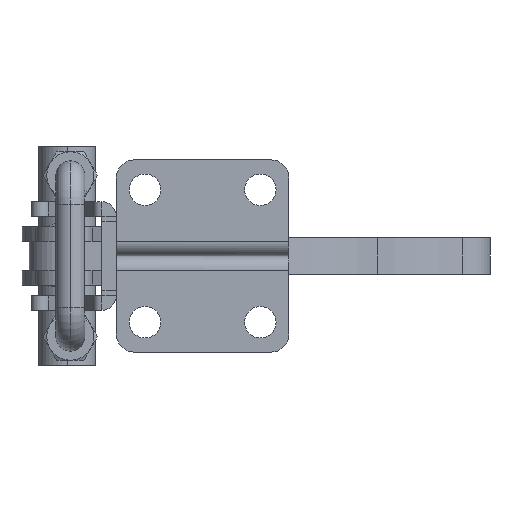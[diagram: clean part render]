
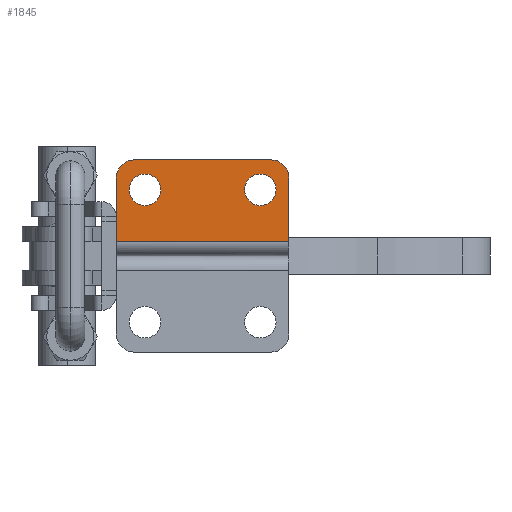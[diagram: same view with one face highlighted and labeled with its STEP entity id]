
A CAD part, front view. The second image highlights one B-rep face of the part: STEP entity #1845.
In plain terms, the highlighted planar face has unit normal (0, -1, 0).
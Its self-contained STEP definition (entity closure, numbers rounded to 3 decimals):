
#61 = CIRCLE ( 'NONE', #17215, 4.35 ) ;
#472 = CARTESIAN_POINT ( 'NONE',  ( -47.6, 0., 2.15 ) ) ;
#631 = CARTESIAN_POINT ( 'NONE',  ( -5., 0., 26.5 ) ) ;
#684 = EDGE_CURVE ( 'NONE', #4785, #15260, #3851, .T. ) ;
#722 = DIRECTION ( 'NONE',  ( -1., 0., 0. ) ) ;
#1672 = CARTESIAN_POINT ( 'NONE',  ( -7.9, 0., 18.25 ) ) ;
#1845 = ADVANCED_FACE ( 'NONE', ( #5683, #30604, #24112 ), #26046, .T. ) ;
#2015 = DIRECTION ( 'NONE',  ( 0., -1., 0. ) ) ;
#2092 = LINE ( 'NONE', #27873, #8502 ) ;
#3063 = ORIENTED_EDGE ( 'NONE', *, *, #27226, .F. ) ;
#3851 = CIRCLE ( 'NONE', #17609, 5. ) ;
#3925 = VERTEX_POINT ( 'NONE', #12017 ) ;
#3930 = CARTESIAN_POINT ( 'NONE',  ( -42.6, 0., 26.5 ) ) ;
#3991 = VECTOR ( 'NONE', #27019, 1000. ) ;
#4102 = DIRECTION ( 'NONE',  ( -1., 0., 0. ) ) ;
#4156 = CARTESIAN_POINT ( 'NONE',  ( -5., 0., 26.5 ) ) ;
#4233 = CARTESIAN_POINT ( 'NONE',  ( -47.6, 0., 21.5 ) ) ;
#4517 = CARTESIAN_POINT ( 'NONE',  ( 0., 0., 4.1 ) ) ;
#4785 = VERTEX_POINT ( 'NONE', #3930 ) ;
#4802 = AXIS2_PLACEMENT_3D ( 'NONE', #11434, #28282, #13830 ) ;
#5134 = LINE ( 'NONE', #13814, #30044 ) ;
#5284 = EDGE_CURVE ( 'NONE', #27445, #3925, #13874, .T. ) ;
#5614 = DIRECTION ( 'NONE',  ( -1., 0., 0. ) ) ;
#5683 = FACE_BOUND ( 'NONE', #29751, .T. ) ;
#5937 = CARTESIAN_POINT ( 'NONE',  ( -47.6, 0., 4.1 ) ) ;
#6386 = CIRCLE ( 'NONE', #27237, 4.35 ) ;
#6521 = CARTESIAN_POINT ( 'NONE',  ( -12.25, 0., 18.25 ) ) ;
#6673 = EDGE_CURVE ( 'NONE', #21518, #25433, #5134, .T. ) ;
#8502 = VECTOR ( 'NONE', #11034, 1000. ) ;
#8576 = ORIENTED_EDGE ( 'NONE', *, *, #26446, .T. ) ;
#8826 = CARTESIAN_POINT ( 'NONE',  ( -35.35, 0., 18.25 ) ) ;
#9032 = DIRECTION ( 'NONE',  ( 0., -1., 0. ) ) ;
#9503 = ORIENTED_EDGE ( 'NONE', *, *, #30742, .T. ) ;
#9715 = EDGE_LOOP ( 'NONE', ( #9503, #28155, #10947, #25907, #8576, #12760 ) ) ;
#9822 = CARTESIAN_POINT ( 'NONE',  ( -5., 0., 2.46 ) ) ;
#10356 = VERTEX_POINT ( 'NONE', #6521 ) ;
#10423 = LINE ( 'NONE', #472, #3991 ) ;
#10947 = ORIENTED_EDGE ( 'NONE', *, *, #6673, .T. ) ;
#11034 = DIRECTION ( 'NONE',  ( 1., 0., 0. ) ) ;
#11195 = CARTESIAN_POINT ( 'NONE',  ( 0., 0., 21.5 ) ) ;
#11415 = DIRECTION ( 'NONE',  ( 0., -1., 0. ) ) ;
#11434 = CARTESIAN_POINT ( 'NONE',  ( -5., 0., 21.5 ) ) ;
#11913 = VECTOR ( 'NONE', #16251, 1000. ) ;
#12017 = CARTESIAN_POINT ( 'NONE',  ( -44.05, 0., 18.25 ) ) ;
#12706 = DIRECTION ( 'NONE',  ( 0., -1., 0. ) ) ;
#12760 = ORIENTED_EDGE ( 'NONE', *, *, #684, .T. ) ;
#12906 = AXIS2_PLACEMENT_3D ( 'NONE', #25784, #11415, #28256 ) ;
#13814 = CARTESIAN_POINT ( 'NONE',  ( 0., 0., 2.46 ) ) ;
#13830 = DIRECTION ( 'NONE',  ( -1., 0., 0. ) ) ;
#13874 = CIRCLE ( 'NONE', #12906, 4.35 ) ;
#15134 = VERTEX_POINT ( 'NONE', #5937 ) ;
#15145 = DIRECTION ( 'NONE',  ( 0., -1., 0. ) ) ;
#15260 = VERTEX_POINT ( 'NONE', #4233 ) ;
#16251 = DIRECTION ( 'NONE',  ( -1., 0., 0. ) ) ;
#16388 = VERTEX_POINT ( 'NONE', #20308 ) ;
#16524 = EDGE_CURVE ( 'NONE', #25433, #30884, #16724, .T. ) ;
#16724 = CIRCLE ( 'NONE', #4802, 5. ) ;
#17215 = AXIS2_PLACEMENT_3D ( 'NONE', #27098, #12706, #29550 ) ;
#17609 = AXIS2_PLACEMENT_3D ( 'NONE', #29707, #2015, #24731 ) ;
#17617 = ORIENTED_EDGE ( 'NONE', *, *, #28460, .F. ) ;
#18266 = LINE ( 'NONE', #4156, #11913 ) ;
#18427 = AXIS2_PLACEMENT_3D ( 'NONE', #9822, #9032, #5614 ) ;
#18504 = DIRECTION ( 'NONE',  ( 0., -1., 0. ) ) ;
#19796 = ORIENTED_EDGE ( 'NONE', *, *, #5284, .F. ) ;
#20308 = CARTESIAN_POINT ( 'NONE',  ( -3.55, 0., 18.25 ) ) ;
#21518 = VERTEX_POINT ( 'NONE', #4517 ) ;
#22142 = EDGE_CURVE ( 'NONE', #10356, #16388, #61, .T. ) ;
#24112 = FACE_OUTER_BOUND ( 'NONE', #9715, .T. ) ;
#24257 = CIRCLE ( 'NONE', #24778, 4.35 ) ;
#24731 = DIRECTION ( 'NONE',  ( -1., 0., 0. ) ) ;
#24778 = AXIS2_PLACEMENT_3D ( 'NONE', #29612, #15145, #722 ) ;
#25433 = VERTEX_POINT ( 'NONE', #11195 ) ;
#25784 = CARTESIAN_POINT ( 'NONE',  ( -39.7, 0., 18.25 ) ) ;
#25907 = ORIENTED_EDGE ( 'NONE', *, *, #16524, .T. ) ;
#26046 = PLANE ( 'NONE',  #18427 ) ;
#26350 = EDGE_CURVE ( 'NONE', #15134, #21518, #2092, .T. ) ;
#26446 = EDGE_CURVE ( 'NONE', #30884, #4785, #18266, .T. ) ;
#27019 = DIRECTION ( 'NONE',  ( 0., 0., -1. ) ) ;
#27098 = CARTESIAN_POINT ( 'NONE',  ( -7.9, 0., 18.25 ) ) ;
#27226 = EDGE_CURVE ( 'NONE', #3925, #27445, #24257, .T. ) ;
#27237 = AXIS2_PLACEMENT_3D ( 'NONE', #1672, #18504, #4102 ) ;
#27328 = EDGE_LOOP ( 'NONE', ( #19796, #3063 ) ) ;
#27445 = VERTEX_POINT ( 'NONE', #8826 ) ;
#27873 = CARTESIAN_POINT ( 'NONE',  ( -5., 0., 4.1 ) ) ;
#28155 = ORIENTED_EDGE ( 'NONE', *, *, #26350, .T. ) ;
#28256 = DIRECTION ( 'NONE',  ( -1., 0., 0. ) ) ;
#28263 = DIRECTION ( 'NONE',  ( 0., 0., 1. ) ) ;
#28282 = DIRECTION ( 'NONE',  ( 0., -1., 0. ) ) ;
#28460 = EDGE_CURVE ( 'NONE', #16388, #10356, #6386, .T. ) ;
#29550 = DIRECTION ( 'NONE',  ( -1., 0., 0. ) ) ;
#29612 = CARTESIAN_POINT ( 'NONE',  ( -39.7, 0., 18.25 ) ) ;
#29707 = CARTESIAN_POINT ( 'NONE',  ( -42.6, 0., 21.5 ) ) ;
#29751 = EDGE_LOOP ( 'NONE', ( #17617, #30992 ) ) ;
#30044 = VECTOR ( 'NONE', #28263, 1000. ) ;
#30604 = FACE_BOUND ( 'NONE', #27328, .T. ) ;
#30742 = EDGE_CURVE ( 'NONE', #15260, #15134, #10423, .T. ) ;
#30884 = VERTEX_POINT ( 'NONE', #631 ) ;
#30992 = ORIENTED_EDGE ( 'NONE', *, *, #22142, .F. ) ;
